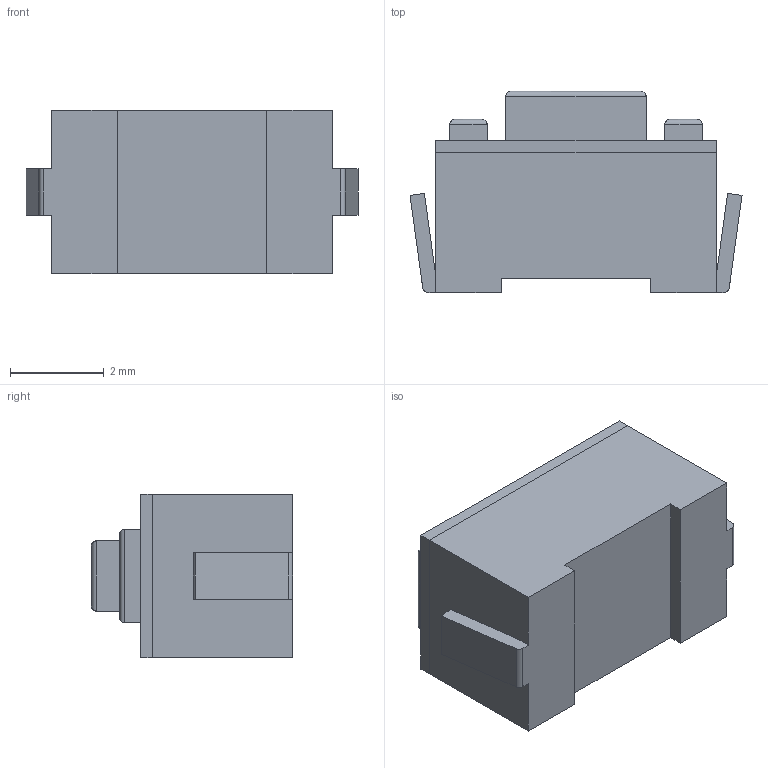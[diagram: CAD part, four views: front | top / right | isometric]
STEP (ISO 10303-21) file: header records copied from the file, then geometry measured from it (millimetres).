
FILE_DESCRIPTION (( 'STEP AP214' ), '1' );
FILE_NAME ('PTS636 SM43J SMTR LFS.STEP', '2021-08-24T11:39:42', ( '' ), ( '' ), 'SwSTEP 2.0', 'SolidWorks 2018', '' );
FILE_SCHEMA (( 'AUTOMOTIVE_DESIGN' ));
Length unit declared in the file: millimetre
Products named in the file (1): PTS636 SM43J SMTR LFS
Bounding box: 7.1 x 4.3 x 3.5 mm (x, y, z)
Volume: 72.3 mm3; surface area: 164.9 mm2
Topology: 2 solids, 2 shells, 67 faces, 168 edges, 108 vertices
Faces by surface type: plane 53, cylinder 14
Entity records: 2335 total; most frequent: CARTESIAN_POINT 380, ORIENTED_EDGE 336, DIRECTION 296, EDGE_CURVE 168, VECTOR 152, LINE 152, VERTEX_POINT 108, EDGE_LOOP 76
